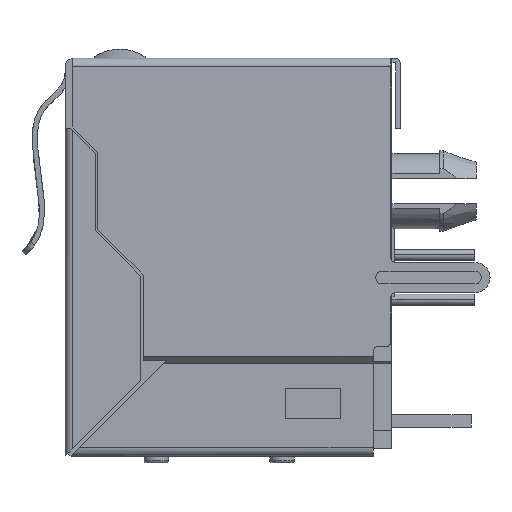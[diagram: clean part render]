
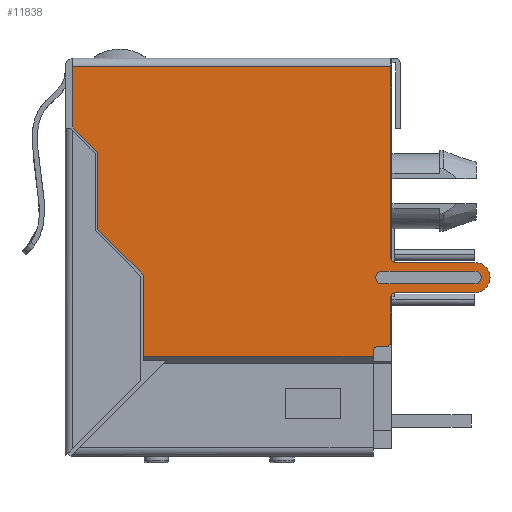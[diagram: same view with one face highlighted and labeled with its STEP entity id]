
A CAD part, left-side view. The second image highlights one B-rep face of the part: STEP entity #11838.
In plain terms, the highlighted planar face has unit normal (-1, 0, 0).
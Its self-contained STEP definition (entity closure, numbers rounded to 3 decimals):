
#1177=CARTESIAN_POINT('',(-8.3,-12.6,-8.73));
#1178=DIRECTION('',(-1.,0.,0.));
#1179=DIRECTION('',(0.,0.,1.));
#1180=AXIS2_PLACEMENT_3D('',#1177,#1178,#1179);
#1182=CARTESIAN_POINT('',(-8.3,-16.3,-8.73));
#1183=DIRECTION('',(-1.,0.,0.));
#1184=DIRECTION('',(0.,0.,-1.));
#1185=AXIS2_PLACEMENT_3D('',#1182,#1183,#1184);
#1187=DIRECTION('',(0.,-1.,0.));
#1188=VECTOR('',#1187,12.66);
#1189=CARTESIAN_POINT('',(-8.3,-0.29,
-0.35));
#1190=LINE('',#1189,#1188);
#1191=CARTESIAN_POINT('',(-8.3,-13.15,-7.93));
#1192=DIRECTION('',(-1.,0.,0.));
#1193=DIRECTION('',(0.,1.,0.));
#1194=AXIS2_PLACEMENT_3D('',#1191,#1192,#1193);
#1196=CARTESIAN_POINT('',(-8.3,-16.3,-8.73));
#1197=DIRECTION('',(1.,0.,0.));
#1198=DIRECTION('',(0.,0.,1.));
#1199=AXIS2_PLACEMENT_3D('',#1196,#1197,#1198);
#1201=CARTESIAN_POINT('',(-8.3,-13.15,-9.53));
#1202=DIRECTION('',(-1.,0.,0.));
#1203=DIRECTION('',(0.,0.,1.));
#1204=AXIS2_PLACEMENT_3D('',#1201,#1202,#1203);
#1206=CARTESIAN_POINT('',(-8.3,-12.75,-11.28));
#1207=DIRECTION('',(1.,0.,0.));
#1208=DIRECTION('',(0.,-1.,0.));
#1209=AXIS2_PLACEMENT_3D('',#1206,#1207,#1208);
#1211=CARTESIAN_POINT('',(-8.3,-12.45,-11.68));
#1212=DIRECTION('',(-1.,0.,0.));
#1213=DIRECTION('',(0.,0.,1.));
#1214=AXIS2_PLACEMENT_3D('',#1211,#1212,#1213);
#1216=DIRECTION('',(0.,0.707,0.707));
#1217=VECTOR('',#1216,2.56);
#1218=CARTESIAN_POINT('',(-8.3,-3.1,-8.629));
#1219=LINE('',#1218,#1217);
#1220=DIRECTION('',(0.,0.707,0.707));
#1221=VECTOR('',#1220,1.414);
#1222=CARTESIAN_POINT('',(-8.3,-1.29,-3.74));
#1223=LINE('',#1222,#1221);
#1224=DIRECTION('',(0.,0.,1.));
#1225=VECTOR('',#1224,2.39);
#1226=CARTESIAN_POINT('',(-8.3,-0.29,
-2.74));
#1227=LINE('',#1226,#1225);
#1236=DIRECTION('',(0.,1.,0.));
#1237=VECTOR('',#1236,3.7);
#1238=CARTESIAN_POINT('',(-8.3,-16.3,-8.98));
#1239=LINE('',#1238,#1237);
#1254=DIRECTION('',(0.,-1.,0.));
#1255=VECTOR('',#1254,3.7);
#1256=CARTESIAN_POINT('',(-8.3,-12.6,-8.48));
#1257=LINE('',#1256,#1255);
#1270=DIRECTION('',(0.,0.,1.));
#1271=VECTOR('',#1270,7.58);
#1272=CARTESIAN_POINT('',(-8.3,-12.95,-7.93));
#1273=LINE('',#1272,#1271);
#1298=DIRECTION('',(0.,-1.,0.));
#1299=VECTOR('',#1298,3.15);
#1300=CARTESIAN_POINT('',(-8.3,-13.15,-9.33));
#1301=LINE('',#1300,#1299);
#1318=DIRECTION('',(0.,1.,0.));
#1319=VECTOR('',#1318,3.15);
#1320=CARTESIAN_POINT('',(-8.3,-16.3,-8.13));
#1321=LINE('',#1320,#1319);
#3376=DIRECTION('',(0.,-1.,0.));
#3377=VECTOR('',#3376,9.15);
#3378=CARTESIAN_POINT('',(-8.3,-3.1,-11.87));
#3379=LINE('',#3378,#3377);
#3404=DIRECTION('',(0.,0.,-1.));
#3405=VECTOR('',#3404,3.241);
#3406=CARTESIAN_POINT('',(-8.3,-3.1,-8.629));
#3407=LINE('',#3406,#3405);
#3412=DIRECTION('',(0.,0.,-1.));
#3413=VECTOR('',#3412,3.08);
#3414=CARTESIAN_POINT('',(-8.3,-1.29,-3.74));
#3415=LINE('',#3414,#3413);
#3440=DIRECTION('',(0.,0.,1.));
#3441=VECTOR('',#3440,0.19);
#3442=CARTESIAN_POINT('',(-8.3,-12.25,-11.87));
#3443=LINE('',#3442,#3441);
#3452=DIRECTION('',(0.,-1.,0.));
#3453=VECTOR('',#3452,0.3);
#3454=CARTESIAN_POINT('',(-8.3,-12.45,-11.48));
#3455=LINE('',#3454,#3453);
#3468=DIRECTION('',(0.,0.,1.));
#3469=VECTOR('',#3468,1.75);
#3470=CARTESIAN_POINT('',(-8.3,-12.95,-11.28));
#3471=LINE('',#3470,#3469);
#8533=CARTESIAN_POINT('',(-8.3,-0.29,
-0.35));
#8534=VERTEX_POINT('',#8533);
#8535=CARTESIAN_POINT('',(-8.3,-0.29,
-2.74));
#8536=VERTEX_POINT('',#8535);
#8537=CARTESIAN_POINT('',(-8.3,-12.95,-0.35));
#8538=VERTEX_POINT('',#8537);
#8539=CARTESIAN_POINT('',(-8.3,-12.95,-7.93));
#8540=VERTEX_POINT('',#8539);
#8541=CARTESIAN_POINT('',(-8.3,-13.15,-8.13));
#8542=VERTEX_POINT('',#8541);
#8543=CARTESIAN_POINT('',(-8.3,-13.15,-9.33));
#8544=CARTESIAN_POINT('',(-8.3,-12.95,-9.53));
#8545=VERTEX_POINT('',#8543);
#8546=VERTEX_POINT('',#8544);
#8547=CARTESIAN_POINT('',(-8.3,-12.95,-11.28));
#8548=VERTEX_POINT('',#8547);
#8549=CARTESIAN_POINT('',(-8.3,-12.75,-11.48));
#8550=VERTEX_POINT('',#8549);
#8551=CARTESIAN_POINT('',(-8.3,-12.45,-11.48));
#8552=VERTEX_POINT('',#8551);
#8553=CARTESIAN_POINT('',(-8.3,-12.25,-11.68));
#8554=VERTEX_POINT('',#8553);
#8555=CARTESIAN_POINT('',(-8.3,-12.25,-11.87));
#8556=VERTEX_POINT('',#8555);
#8557=CARTESIAN_POINT('',(-8.3,-3.1,-11.87));
#8558=VERTEX_POINT('',#8557);
#8559=CARTESIAN_POINT('',(-8.3,-3.1,-8.629));
#8560=VERTEX_POINT('',#8559);
#8561=CARTESIAN_POINT('',(-8.3,-1.29,-6.819));
#8562=VERTEX_POINT('',#8561);
#8563=CARTESIAN_POINT('',(-8.3,-1.29,-3.74));
#8564=VERTEX_POINT('',#8563);
#8565=CARTESIAN_POINT('',(-8.3,-12.6,-8.48));
#8566=CARTESIAN_POINT('',(-8.3,-12.6,-8.98));
#8567=VERTEX_POINT('',#8565);
#8568=VERTEX_POINT('',#8566);
#9871=CARTESIAN_POINT('',(-8.3,-16.3,-8.13));
#9872=CARTESIAN_POINT('',(-8.3,-16.3,-9.33));
#9873=VERTEX_POINT('',#9871);
#9874=VERTEX_POINT('',#9872);
#9875=CARTESIAN_POINT('',(-8.3,-16.3,-8.98));
#9876=CARTESIAN_POINT('',(-8.3,-16.3,-8.48));
#9877=VERTEX_POINT('',#9875);
#9878=VERTEX_POINT('',#9876);
#11787=CARTESIAN_POINT('',(-8.3,-10.763,
-0.956));
#11788=DIRECTION('',(1.,0.,0.));
#11789=DIRECTION('',(0.,1.,0.));
#11790=AXIS2_PLACEMENT_3D('',#11787,#11788,#11789);
#11791=PLANE('',#11790);
#11792=ORIENTED_EDGE('',*,*,#11778,.T.);
#11794=ORIENTED_EDGE('',*,*,#11793,.F.);
#11796=ORIENTED_EDGE('',*,*,#11795,.T.);
#11798=ORIENTED_EDGE('',*,*,#11797,.F.);
#11800=ORIENTED_EDGE('',*,*,#11799,.T.);
#11802=ORIENTED_EDGE('',*,*,#11801,.F.);
#11804=ORIENTED_EDGE('',*,*,#11803,.T.);
#11806=ORIENTED_EDGE('',*,*,#11805,.F.);
#11808=ORIENTED_EDGE('',*,*,#11807,.T.);
#11810=ORIENTED_EDGE('',*,*,#11809,.F.);
#11812=ORIENTED_EDGE('',*,*,#11811,.T.);
#11814=ORIENTED_EDGE('',*,*,#11813,.F.);
#11816=ORIENTED_EDGE('',*,*,#11815,.F.);
#11818=ORIENTED_EDGE('',*,*,#11817,.F.);
#11820=ORIENTED_EDGE('',*,*,#11819,.T.);
#11822=ORIENTED_EDGE('',*,*,#11821,.F.);
#11824=ORIENTED_EDGE('',*,*,#11823,.T.);
#11825=ORIENTED_EDGE('',*,*,#11764,.T.);
#11826=EDGE_LOOP('',(#11792,#11794,#11796,#11798,#11800,#11802,#11804,#11806,
#11808,#11810,#11812,#11814,#11816,#11818,#11820,#11822,#11824,#11825));
#11827=FACE_OUTER_BOUND('',#11826,.F.);
#11829=ORIENTED_EDGE('',*,*,#11828,.T.);
#11831=ORIENTED_EDGE('',*,*,#11830,.F.);
#11833=ORIENTED_EDGE('',*,*,#11832,.T.);
#11835=ORIENTED_EDGE('',*,*,#11834,.F.);
#11836=EDGE_LOOP('',(#11829,#11831,#11833,#11835));
#11837=FACE_BOUND('',#11836,.F.);
#11838=ADVANCED_FACE('',(#11827,#11837),#11791,.F.);
#1181=CIRCLE('',#1180,0.25);
#1186=CIRCLE('',#1185,0.25);
#1195=CIRCLE('',#1194,0.2);
#1200=CIRCLE('',#1199,0.6);
#1205=CIRCLE('',#1204,0.2);
#1210=CIRCLE('',#1209,0.2);
#1215=CIRCLE('',#1214,0.2);
#11764=EDGE_CURVE('',#8536,#8534,#1227,.T.);
#11778=EDGE_CURVE('',#8534,#8538,#1190,.T.);
#11793=EDGE_CURVE('',#8540,#8538,#1273,.T.);
#11795=EDGE_CURVE('',#8540,#8542,#1195,.T.);
#11797=EDGE_CURVE('',#9873,#8542,#1321,.T.);
#11799=EDGE_CURVE('',#9873,#9874,#1200,.T.);
#11801=EDGE_CURVE('',#8545,#9874,#1301,.T.);
#11803=EDGE_CURVE('',#8545,#8546,#1205,.T.);
#11805=EDGE_CURVE('',#8548,#8546,#3471,.T.);
#11807=EDGE_CURVE('',#8548,#8550,#1210,.T.);
#11809=EDGE_CURVE('',#8552,#8550,#3455,.T.);
#11811=EDGE_CURVE('',#8552,#8554,#1215,.T.);
#11813=EDGE_CURVE('',#8556,#8554,#3443,.T.);
#11815=EDGE_CURVE('',#8558,#8556,#3379,.T.);
#11817=EDGE_CURVE('',#8560,#8558,#3407,.T.);
#11819=EDGE_CURVE('',#8560,#8562,#1219,.T.);
#11821=EDGE_CURVE('',#8564,#8562,#3415,.T.);
#11823=EDGE_CURVE('',#8564,#8536,#1223,.T.);
#11828=EDGE_CURVE('',#8567,#8568,#1181,.T.);
#11830=EDGE_CURVE('',#9877,#8568,#1239,.T.);
#11832=EDGE_CURVE('',#9877,#9878,#1186,.T.);
#11834=EDGE_CURVE('',#8567,#9878,#1257,.T.);
